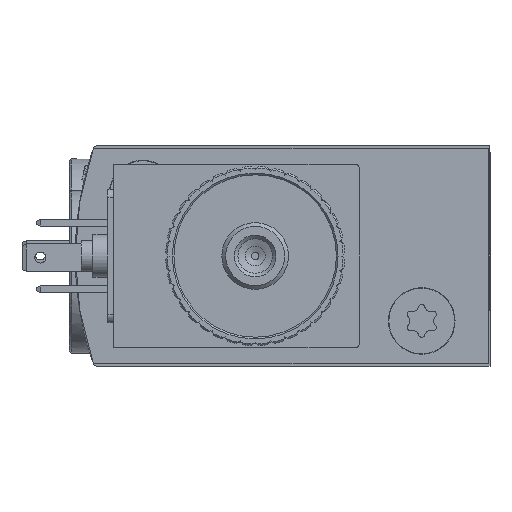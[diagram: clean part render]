
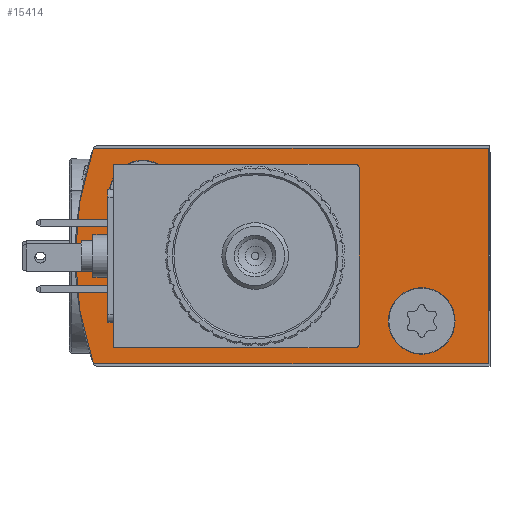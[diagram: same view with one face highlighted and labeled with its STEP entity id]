
A CAD part, left-side view. The second image highlights one B-rep face of the part: STEP entity #15414.
In plain terms, the highlighted planar face has unit normal (-1, 0, 0).
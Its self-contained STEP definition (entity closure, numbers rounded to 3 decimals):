
#1197=LINE('',#27036,#2556);
#1200=LINE('',#27042,#2559);
#1211=LINE('',#27091,#2570);
#2556=VECTOR('',#22248,1000.);
#2559=VECTOR('',#22253,1000.);
#2570=VECTOR('',#22300,1000.);
#5063=ORIENTED_EDGE('',*,*,#8622,.F.);
#5064=ORIENTED_EDGE('',*,*,#8623,.T.);
#5065=ORIENTED_EDGE('',*,*,#8624,.T.);
#5066=ORIENTED_EDGE('',*,*,#8581,.F.);
#5067=ORIENTED_EDGE('',*,*,#8515,.F.);
#5068=ORIENTED_EDGE('',*,*,#8618,.F.);
#5069=ORIENTED_EDGE('',*,*,#8615,.F.);
#5070=ORIENTED_EDGE('',*,*,#8587,.F.);
#5071=ORIENTED_EDGE('',*,*,#8584,.F.);
#8515=EDGE_CURVE('',#10466,#10467,#11661,.T.);
#8581=EDGE_CURVE('',#10467,#10526,#11698,.T.);
#8584=EDGE_CURVE('',#10526,#10528,#1197,.T.);
#8587=EDGE_CURVE('',#10528,#10530,#1200,.T.);
#8615=EDGE_CURVE('',#10530,#10550,#1211,.T.);
#8618=EDGE_CURVE('',#10550,#10466,#11717,.T.);
#8622=EDGE_CURVE('',#10554,#10554,#11721,.F.);
#8623=EDGE_CURVE('',#10555,#10555,#11722,.T.);
#8624=EDGE_CURVE('',#10556,#10556,#11723,.T.);
#10466=VERTEX_POINT('',#26893);
#10467=VERTEX_POINT('',#26894);
#10526=VERTEX_POINT('',#27031);
#10528=VERTEX_POINT('',#27037);
#10530=VERTEX_POINT('',#27043);
#10550=VERTEX_POINT('',#27092);
#10554=VERTEX_POINT('',#27106);
#10555=VERTEX_POINT('',#27108);
#10556=VERTEX_POINT('',#27110);
#11661=CIRCLE('',#19331,39.5);
#11698=CIRCLE('',#19380,0.2);
#11717=CIRCLE('',#19403,0.2);
#11721=CIRCLE('',#19409,5.);
#11722=CIRCLE('',#19410,4.);
#11723=CIRCLE('',#19411,4.);
#12581=EDGE_LOOP('',(#5063));
#12582=EDGE_LOOP('',(#5064));
#12583=EDGE_LOOP('',(#5065));
#12584=EDGE_LOOP('',(#5066,#5067,#5068,#5069,#5070,#5071));
#13790=FACE_BOUND('',#12581,.T.);
#13791=FACE_BOUND('',#12582,.T.);
#13792=FACE_BOUND('',#12583,.T.);
#13793=FACE_BOUND('',#12584,.T.);
#14766=PLANE('',#19408);
#15414=ADVANCED_FACE('',(#13790,#13791,#13792,#13793),#14766,.F.);
#19331=AXIS2_PLACEMENT_3D('',#26892,#22114,#22115);
#19380=AXIS2_PLACEMENT_3D('',#27030,#22241,#22242);
#19403=AXIS2_PLACEMENT_3D('',#27097,#22305,#22306);
#19408=AXIS2_PLACEMENT_3D('',#27104,#22315,#22316);
#19409=AXIS2_PLACEMENT_3D('',#27105,#22317,#22318);
#19410=AXIS2_PLACEMENT_3D('',#27107,#22319,#22320);
#19411=AXIS2_PLACEMENT_3D('',#27109,#22321,#22322);
#22114=DIRECTION('',(1.,0.,0.));
#22115=DIRECTION('',(0.,0.,-1.));
#22241=DIRECTION('',(1.,0.,0.));
#22242=DIRECTION('',(0.,0.,-1.));
#22248=DIRECTION('',(0.,-1.,0.));
#22253=DIRECTION('',(0.,0.,-1.));
#22300=DIRECTION('',(0.,1.,0.));
#22305=DIRECTION('',(1.,0.,0.));
#22306=DIRECTION('',(0.,0.,-1.));
#22315=DIRECTION('',(1.,0.,0.));
#22316=DIRECTION('',(0.,0.,-1.));
#22317=DIRECTION('',(1.,0.,0.));
#22318=DIRECTION('',(0.,0.,-1.));
#22319=DIRECTION('',(1.,0.,0.));
#22320=DIRECTION('',(0.,0.,-1.));
#22321=DIRECTION('',(1.,0.,0.));
#22322=DIRECTION('',(0.,0.,-1.));
#26892=CARTESIAN_POINT('',(0.,10.3,0.));
#26893=CARTESIAN_POINT('',(0.,47.663,-12.815));
#26894=CARTESIAN_POINT('',(0.,47.663,12.815));
#27030=CARTESIAN_POINT('',(0.,47.474,12.75));
#27031=CARTESIAN_POINT('',(0.,47.474,12.95));
#27036=CARTESIAN_POINT('',(0.,47.474,12.95));
#27037=CARTESIAN_POINT('',(0.,0.2,12.95));
#27042=CARTESIAN_POINT('',(0.,0.2,12.95));
#27043=CARTESIAN_POINT('',(0.,0.2,-12.95));
#27091=CARTESIAN_POINT('',(0.,0.2,-12.95));
#27092=CARTESIAN_POINT('',(0.,47.474,-12.95));
#27097=CARTESIAN_POINT('',(0.,47.474,-12.75));
#27104=CARTESIAN_POINT('',(0.,47.474,12.75));
#27105=CARTESIAN_POINT('',(0.,28.2,0.));
#27106=CARTESIAN_POINT('',(0.,28.2,-5.));
#27107=CARTESIAN_POINT('',(0.,41.7,7.5));
#27108=CARTESIAN_POINT('',(0.,41.7,3.5));
#27109=CARTESIAN_POINT('',(0.,8.2,-7.8));
#27110=CARTESIAN_POINT('',(0.,8.2,-11.8));
